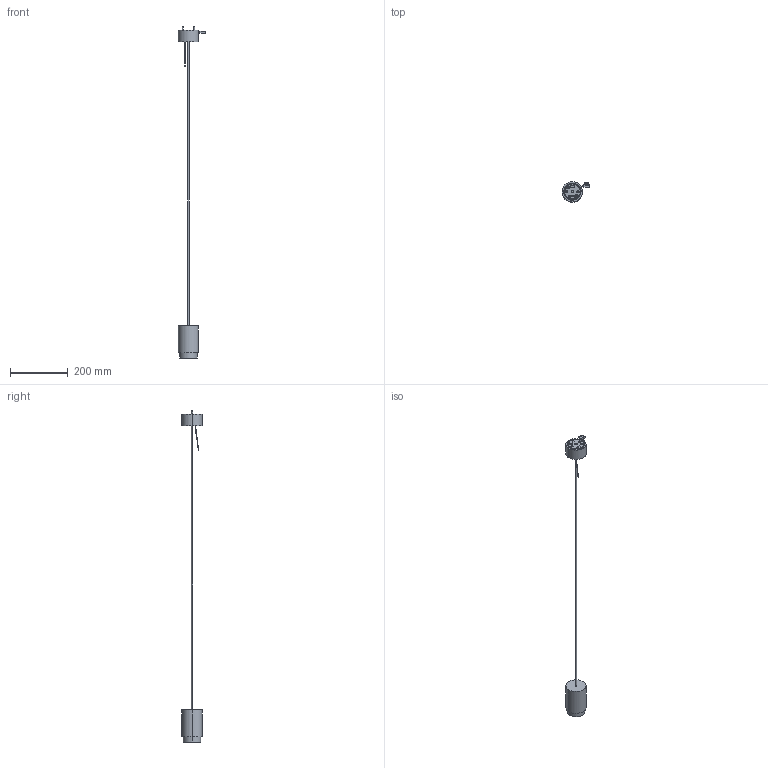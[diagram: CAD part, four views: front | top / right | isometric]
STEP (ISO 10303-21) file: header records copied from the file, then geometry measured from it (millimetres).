
FILE_DESCRIPTION(/* description */ (''),/* implementation_level */ '2;1');
FILE_NAME(/* name */ 'T406_Propilei_Sospensione',/* time_stamp */ '2023-09-20T10:40:06+02:00',/* author */ (''),/* organization */ (''),/* preprocessor_version */ 'ST-DEVELOPER v16.5',/* originating_system */ 'Rhino 7.20',/* authorisation */ '');
FILE_SCHEMA (('CONFIG_CONTROL_DESIGN'));
Length unit declared in the file: millimetre
Products named in the file (1): Document
Bounding box: 95 x 69.94 x 1150.8 mm (x, y, z)
Volume: 364460.2 mm3; surface area: 133890.9 mm2
Topology: 29 solids, 45 shells, 548 faces, 1274 edges, 824 vertices
Faces by surface type: plane 275, cylinder 160, bspline 113
Entity records: 16634 total; most frequent: CARTESIAN_POINT 8152, ORIENTED_EDGE 2452, EDGE_CURVE 1262, VERTEX_POINT 824, B_SPLINE_CURVE_WITH_KNOTS 650, EDGE_LOOP 624, ADVANCED_FACE 548, FACE_OUTER_BOUND 548
